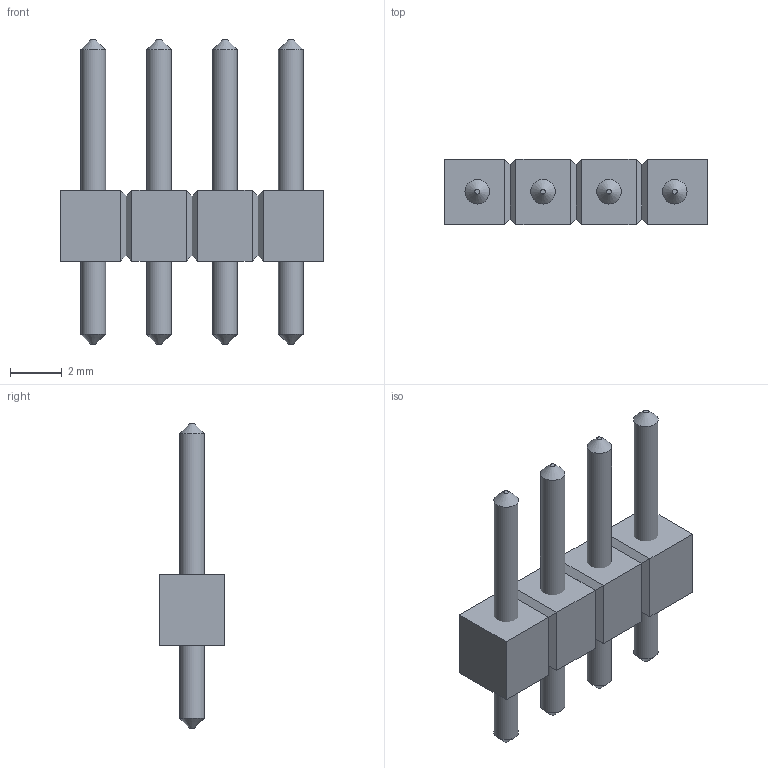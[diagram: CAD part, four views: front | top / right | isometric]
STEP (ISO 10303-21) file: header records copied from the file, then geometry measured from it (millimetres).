
FILE_DESCRIPTION(('FreeCAD Model'),'2;1');
FILE_NAME('290469.1.2.stp','2020-04-08T07:30:16',( 'Author'),(''),'Open CASCADE STEP processor 6.9','FreeCAD','Unknown' );
FILE_SCHEMA(('AUTOMOTIVE_DESIGN { 1 0 10303 214 1 1 1 1 }'));
Length unit declared in the file: millimetre
Products named in the file (3): ASSEMBLY; Body; LeadsArray
Assembly tree (2 placements, depth 2):
  ASSEMBLY
    Body
    LeadsArray
Bounding box: 10.16 x 2.54 x 11.74 mm (x, y, z)
Volume: 101.2 mm3; surface area: 264.4 mm2
Topology: 5 solids, 5 shells, 62 faces, 112 edges, 60 vertices
Faces by surface type: plane 50, cone 8, cylinder 4
Full cylindrical faces by diameter (mm): 0.95 x4
Entity records: 2919 total; most frequent: CARTESIAN_POINT 525, DIRECTION 418, LINE 248, VECTOR 248, ORIENTED_EDGE 224, PCURVE 224, DEFINITIONAL_REPRESENTATION 224, EDGE_CURVE 112
